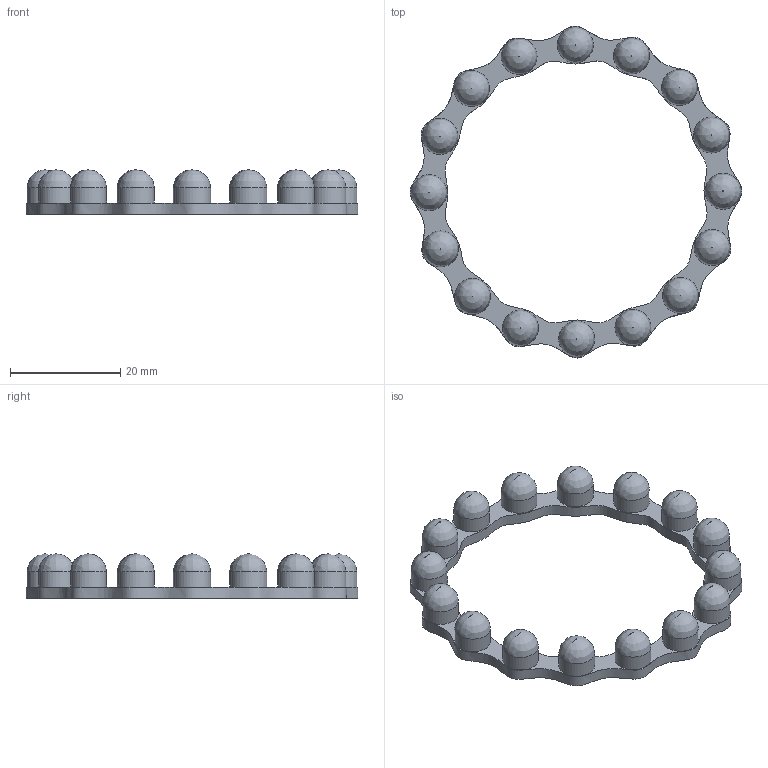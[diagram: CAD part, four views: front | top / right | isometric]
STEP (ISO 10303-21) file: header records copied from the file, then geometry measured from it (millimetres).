
FILE_DESCRIPTION(/* description */ (''),/* implementation_level */ '2;1');
FILE_NAME(/* name */ 'Stylish Belt Synth V2 LED Lightpipe.step',/* time_stamp */ '2019-07-12T00:05:47-07:00',/* author */ (''),/* organization */ (''),/* preprocessor_version */ 'ST-DEVELOPER v18',/* originating_system */ 'Autodesk Translation Framework v8.2.0.1029',/* authorisation */ '');
FILE_SCHEMA (('AUTOMOTIVE_DESIGN { 1 0 10303 214 3 1 1 }'));
Length unit declared in the file: millimetre
Products named in the file (2): Top; LightPipe
Assembly tree (1 placements, depth 2):
  Top
    LightPipe
Bounding box: 60.12 x 60.12 x 8 mm (x, y, z)
Volume: 4616.2 mm3; surface area: 3911.8 mm2
Topology: 1 solids, 1 shells, 52 faces, 118 edges, 84 vertices
Faces by surface type: bspline 18, plane 18, cylinder 16
Full cylindrical faces by diameter (mm): 6.492 x16
Entity records: 3263 total; most frequent: CARTESIAN_POINT 1987, DIRECTION 284, ORIENTED_EDGE 236, AXIS2_PLACEMENT_3D 133, EDGE_CURVE 118, CIRCLE 96, VERTEX_POINT 84, EDGE_LOOP 70
